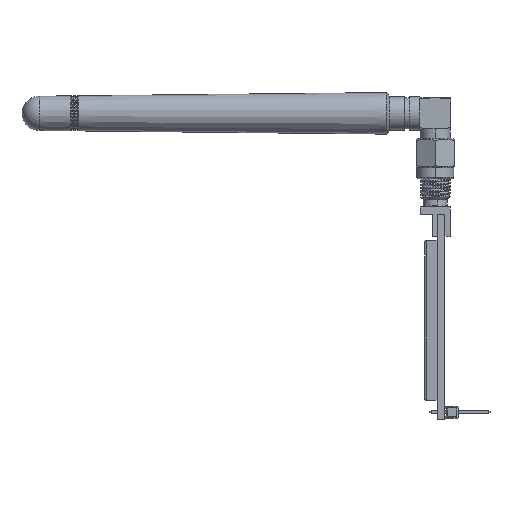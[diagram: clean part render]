
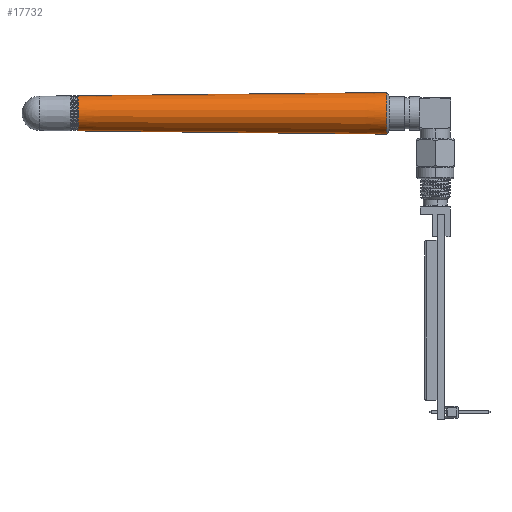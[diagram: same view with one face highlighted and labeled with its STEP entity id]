
A CAD part, left-side view. The second image highlights one B-rep face of the part: STEP entity #17732.
In plain terms, the highlighted conical face has half-angle 0.592 degrees and reference radius 4.35 mm.
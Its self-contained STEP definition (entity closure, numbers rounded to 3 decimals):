
#268 = CARTESIAN_POINT ( 'NONE',  ( 0., 74.829, -3.685 ) ) ;
#1537 = CIRCLE ( 'NONE', #16815, 3.685 ) ;
#1619 = FACE_OUTER_BOUND ( 'NONE', #14475, .T. ) ;
#1719 = CONICAL_SURFACE ( 'NONE', #8298, 4.35, 0.01 ) ;
#2661 = DIRECTION ( 'NONE',  ( 0., -1., -0.01 ) ) ;
#3033 = VERTEX_POINT ( 'NONE', #17663 ) ;
#3266 = ORIENTED_EDGE ( 'NONE', *, *, #13825, .T. ) ;
#3290 = DIRECTION ( 'NONE',  ( 0., 0., -1. ) ) ;
#3900 = DIRECTION ( 'NONE',  ( 0., -1., 0.01 ) ) ;
#5081 = VECTOR ( 'NONE', #3900, 1000. ) ;
#5809 = ORIENTED_EDGE ( 'NONE', *, *, #9822, .T. ) ;
#6481 = EDGE_CURVE ( 'NONE', #3033, #9585, #1537, .T. ) ;
#6622 = VERTEX_POINT ( 'NONE', #7736 ) ;
#7191 = VERTEX_POINT ( 'NONE', #9248 ) ;
#7736 = CARTESIAN_POINT ( 'NONE',  ( 0., 10.133, -4.353 ) ) ;
#8298 = AXIS2_PLACEMENT_3D ( 'NONE', #13141, #11558, #3290 ) ;
#8325 = CARTESIAN_POINT ( 'NONE',  ( 0., 74.829, 0. ) ) ;
#8476 = LINE ( 'NONE', #8658, #18211 ) ;
#8658 = CARTESIAN_POINT ( 'NONE',  ( 0., 10.45, -4.35 ) ) ;
#9248 = CARTESIAN_POINT ( 'NONE',  ( 0., 10.133, 4.353 ) ) ;
#9585 = VERTEX_POINT ( 'NONE', #268 ) ;
#9822 = EDGE_CURVE ( 'NONE', #6622, #7191, #11757, .T. ) ;
#10431 = DIRECTION ( 'NONE',  ( 0., 1., 0. ) ) ;
#11025 = DIRECTION ( 'NONE',  ( 0., -1., 0. ) ) ;
#11558 = DIRECTION ( 'NONE',  ( 0., -1., 0. ) ) ;
#11757 = CIRCLE ( 'NONE', #18055, 4.353 ) ;
#12663 = DIRECTION ( 'NONE',  ( 0., 0., -1. ) ) ;
#13141 = CARTESIAN_POINT ( 'NONE',  ( 0., 10.45, 0. ) ) ;
#13653 = ORIENTED_EDGE ( 'NONE', *, *, #16892, .F. ) ;
#13825 = EDGE_CURVE ( 'NONE', #9585, #6622, #8476, .T. ) ;
#14027 = DIRECTION ( 'NONE',  ( 0., 0., -1. ) ) ;
#14475 = EDGE_LOOP ( 'NONE', ( #13653, #17056, #3266, #5809 ) ) ;
#16770 = LINE ( 'NONE', #17902, #5081 ) ;
#16815 = AXIS2_PLACEMENT_3D ( 'NONE', #8325, #11025, #14027 ) ;
#16892 = EDGE_CURVE ( 'NONE', #3033, #7191, #16770, .T. ) ;
#17056 = ORIENTED_EDGE ( 'NONE', *, *, #6481, .T. ) ;
#17571 = CARTESIAN_POINT ( 'NONE',  ( 0., 10.133, 0. ) ) ;
#17663 = CARTESIAN_POINT ( 'NONE',  ( 0., 74.829, 3.685 ) ) ;
#17732 = ADVANCED_FACE ( 'NONE', ( #1619 ), #1719, .T. ) ;
#17902 = CARTESIAN_POINT ( 'NONE',  ( 0., 10.45, 4.35 ) ) ;
#18055 = AXIS2_PLACEMENT_3D ( 'NONE', #17571, #10431, #12663 ) ;
#18211 = VECTOR ( 'NONE', #2661, 1000. ) ;
